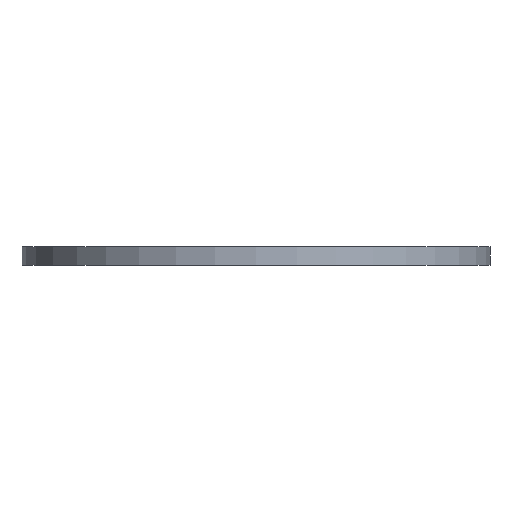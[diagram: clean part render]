
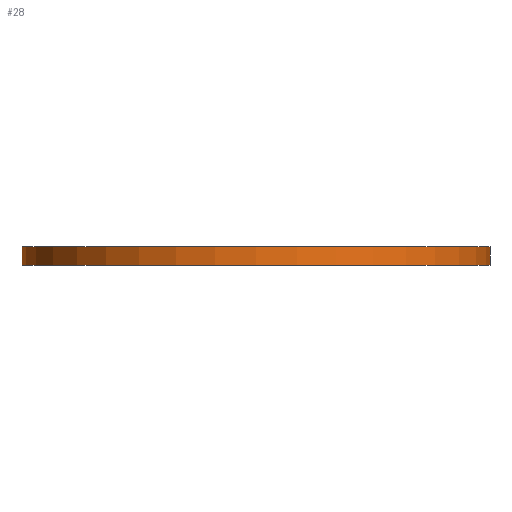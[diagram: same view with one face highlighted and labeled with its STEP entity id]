
A CAD part, front view. The second image highlights one B-rep face of the part: STEP entity #28.
In plain terms, the highlighted cylindrical face has radius 20 mm (diameter 40 mm), a full revolution.
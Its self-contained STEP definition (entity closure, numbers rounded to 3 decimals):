
#28 = ADVANCED_FACE('',(#29),#56,.T.);
#29 = FACE_BOUND('',#30,.T.);
#30 = EDGE_LOOP('',(#31,#41,#48,#49));
#31 = ORIENTED_EDGE('',*,*,#32,.T.);
#32 = EDGE_CURVE('',#33,#35,#37,.T.);
#33 = VERTEX_POINT('',#34);
#34 = CARTESIAN_POINT('',(187.,-87.,0.));
#35 = VERTEX_POINT('',#36);
#36 = CARTESIAN_POINT('',(187.,-87.,-1.6));
#37 = LINE('',#38,#39);
#38 = CARTESIAN_POINT('',(187.,-87.,0.));
#39 = VECTOR('',#40,1.);
#40 = DIRECTION('',(0.,0.,-1.));
#41 = ORIENTED_EDGE('',*,*,#42,.T.);
#42 = EDGE_CURVE('',#35,#35,#43,.T.);
#43 = CIRCLE('',#44,20.);
#44 = AXIS2_PLACEMENT_3D('',#45,#46,#47);
#45 = CARTESIAN_POINT('',(167.,-87.,-1.6));
#46 = DIRECTION('',(0.,0.,1.));
#47 = DIRECTION('',(1.,0.,0.));
#48 = ORIENTED_EDGE('',*,*,#32,.F.);
#49 = ORIENTED_EDGE('',*,*,#50,.F.);
#50 = EDGE_CURVE('',#33,#33,#51,.T.);
#51 = CIRCLE('',#52,20.);
#52 = AXIS2_PLACEMENT_3D('',#53,#54,#55);
#53 = CARTESIAN_POINT('',(167.,-87.,0.));
#54 = DIRECTION('',(0.,0.,1.));
#55 = DIRECTION('',(1.,0.,0.));
#56 = CYLINDRICAL_SURFACE('',#57,20.);
#57 = AXIS2_PLACEMENT_3D('',#58,#59,#60);
#58 = CARTESIAN_POINT('',(167.,-87.,0.));
#59 = DIRECTION('',(0.,0.,1.));
#60 = DIRECTION('',(1.,0.,0.));
